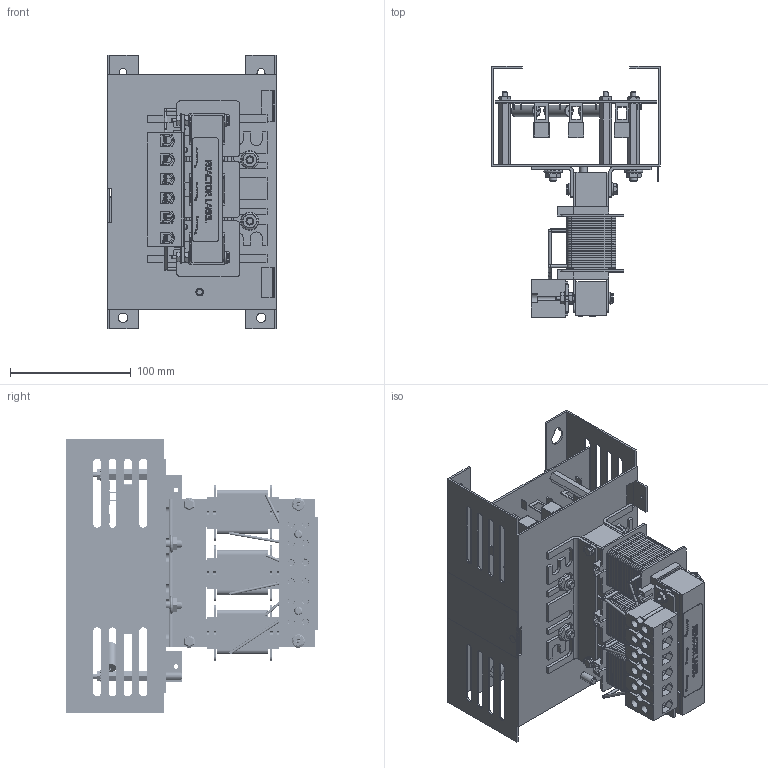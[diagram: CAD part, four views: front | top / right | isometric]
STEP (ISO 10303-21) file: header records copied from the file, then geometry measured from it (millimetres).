
FILE_DESCRIPTION(/* description */ (''),/* implementation_level */ '2;1');
FILE_NAME(/* name */ 'V1K16A00.stp',/* time_stamp */ '2022-02-28T08:41:52-06:00',/* author */ ('jnelson'),/* organization */ (''),/* preprocessor_version */ 'ST-DEVELOPER v17',/* originating_system */ 'Autodesk Inventor 2019',/* authorisation */ '');
FILE_SCHEMA (('AUTOMOTIVE_DESIGN { 1 0 10303 214 3 1 1 }'));
Products named in the file (40): V1K 16AMPS TO 27 AMPS; 28387-1 ground added; 1505_better; 25009; 25009 brd; 25009 long RESISTOR; 25009 short RESISTOR; capacitor; 25346; 1496; KDRB1R; 23361-b frame core; 24259; 11923 INVENTOR 13; 11923; 10290; 11923insert-hex head; 11923-1; 11923-HEX SCREW; 14482; 24974; 24974-COIL; 24974_1; 24974-COIL_1; 24974_2; 19196; 24974-COIL_2; 24974-outer wrap; 3570; 14294; 3103; B1R A1; B1R A1_1; B1R A1_2; B1R A2; B1R A2_1; B1R A2_2; B1R A1 STRAIGHT; 30096 Small Reactor Label; 28038-BLANK
Assembly tree (71 placements, depth 5):
  V1K 16AMPS TO 27 AMPS
    28387-1 ground added
    1505_better  x4
    25009
      25009 brd
      25009 long RESISTOR  x3
      25009 short RESISTOR  x3
      capacitor  x3
    25346  x3
    1496  x3
    KDRB1R
      24259  x2
      23361-b frame core
      11923 INVENTOR 13
        11923
        11923insert-hex head  x6
          11923-1
          11923-HEX SCREW
        10290  x2
      14482
      24974
        19196
        24974-COIL
        24974-outer wrap
      24974_1
        19196
        24974-COIL_1
        24974-outer wrap
      24974_2
        19196
        24974-COIL_2
        24974-outer wrap
      3103  x6
      3570  x2
      14294  x2
      B1R A1
      B1R A1_1
      B1R A1_2
      B1R A2
      B1R A2_1
      B1R A2_2
      B1R A1 STRAIGHT
      30096 Small Reactor Label
    28038-BLANK
Bounding box: 139.83 x 207.77 x 226.06 mm (x, y, z)
Volume: 745564 mm3; surface area: 607323.6 mm2
Topology: 135 solids, 135 shells, 3999 faces, 10399 edges, 6745 vertices
Faces by surface type: plane 2513, cylinder 1042, cone 208, bspline 188, torus 24, sphere 24
Full cylindrical faces by diameter (mm): 0.762 x30, 2.23 x6, 2.235 x13, 2.642 x10, 3.556 x12, 3.81 x4, 4.064 x4, 4.166 x16, 4.191 x3, 4.496 x6, 4.724 x5, 4.826 x4, 4.978 x4, 5.172 x60, 6.35 x66, 6.604 x12, 7.01 x16, 7.874 x2, 9.525 x3, 9.652 x4, 19.05 x1
Entity records: 82133 total; most frequent: CARTESIAN_POINT 18098, ORIENTED_EDGE 13126, DIRECTION 12329, EDGE_CURVE 6563, LINE 4735, VECTOR 4735, VERTEX_POINT 4328, AXIS2_PLACEMENT_3D 3797
